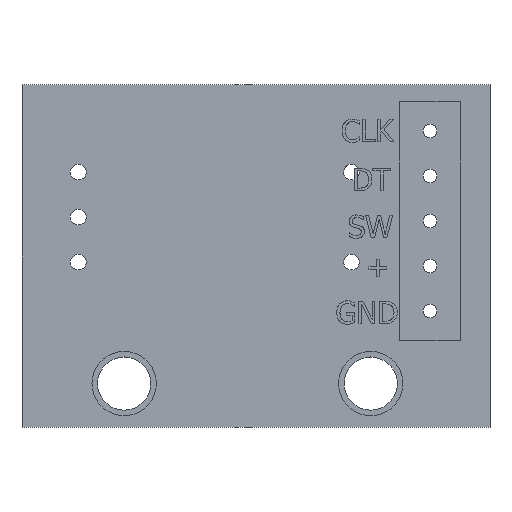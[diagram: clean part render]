
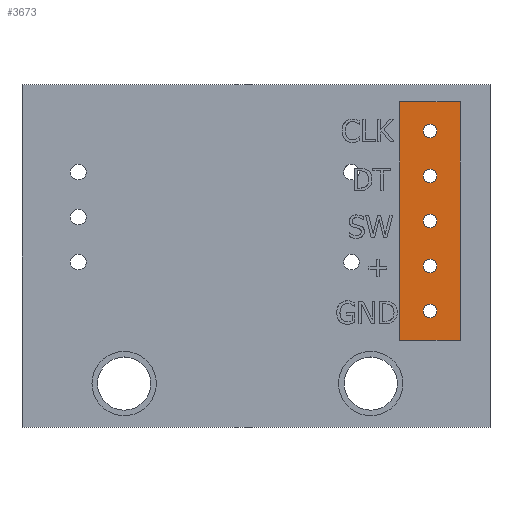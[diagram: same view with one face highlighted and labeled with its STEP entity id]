
A CAD part, top view. The second image highlights one B-rep face of the part: STEP entity #3673.
In plain terms, the highlighted planar face has unit normal (0, 0, 1).
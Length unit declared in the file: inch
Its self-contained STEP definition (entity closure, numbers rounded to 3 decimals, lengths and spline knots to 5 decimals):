
#379=FACE_BOUND($,#708,.T.);
#380=FACE_BOUND($,#709,.T.);
#381=FACE_BOUND($,#710,.T.);
#382=FACE_BOUND($,#711,.T.);
#383=FACE_BOUND($,#712,.T.);
#384=FACE_BOUND($,#713,.T.);
#708=EDGE_LOOP($,(#2797));
#709=EDGE_LOOP($,(#2798));
#710=EDGE_LOOP($,(#2799));
#711=EDGE_LOOP($,(#2800));
#712=EDGE_LOOP($,(#2801));
#713=EDGE_LOOP($,(#2802,#2803,#2804,#2805));
#884=CIRCLE($,#3857,0.015);
#885=CIRCLE($,#3858,0.015);
#886=CIRCLE($,#3859,0.015);
#887=CIRCLE($,#3860,0.015);
#888=CIRCLE($,#3861,0.015);
#1034=LINE($,#5339,#1388);
#1037=LINE($,#5345,#1391);
#1040=LINE($,#5351,#1394);
#1043=LINE($,#5355,#1397);
#1388=VECTOR($,#4207,0.53);
#1391=VECTOR($,#4212,0.135);
#1394=VECTOR($,#4217,0.53);
#1397=VECTOR($,#4222,0.135);
#1741=VERTEX_POINT($,#5336);
#1742=VERTEX_POINT($,#5338);
#1744=VERTEX_POINT($,#5344);
#1746=VERTEX_POINT($,#5350);
#1747=VERTEX_POINT($,#5357);
#1748=VERTEX_POINT($,#5359);
#1749=VERTEX_POINT($,#5361);
#1750=VERTEX_POINT($,#5363);
#1751=VERTEX_POINT($,#5365);
#2150=EDGE_CURVE($,#1742,#1741,#1034,.T.);
#2153=EDGE_CURVE($,#1744,#1742,#1037,.T.);
#2156=EDGE_CURVE($,#1746,#1744,#1040,.T.);
#2159=EDGE_CURVE($,#1741,#1746,#1043,.T.);
#2160=EDGE_CURVE($,#1747,#1747,#884,.T.);
#2161=EDGE_CURVE($,#1748,#1748,#885,.T.);
#2162=EDGE_CURVE($,#1749,#1749,#886,.T.);
#2163=EDGE_CURVE($,#1750,#1750,#887,.T.);
#2164=EDGE_CURVE($,#1751,#1751,#888,.T.);
#2797=ORIENTED_EDGE($,*,*,#2160,.T.);
#2798=ORIENTED_EDGE($,*,*,#2161,.T.);
#2799=ORIENTED_EDGE($,*,*,#2162,.T.);
#2800=ORIENTED_EDGE($,*,*,#2163,.T.);
#2801=ORIENTED_EDGE($,*,*,#2164,.T.);
#2802=ORIENTED_EDGE($,*,*,#2159,.T.);
#2803=ORIENTED_EDGE($,*,*,#2156,.T.);
#2804=ORIENTED_EDGE($,*,*,#2153,.T.);
#2805=ORIENTED_EDGE($,*,*,#2150,.T.);
#3530=PLANE($,#3856);
#3673=ADVANCED_FACE($,(#379,#380,#381,#382,#383,#384),#3530,.T.);
#3856=AXIS2_PLACEMENT_3D($,#5356,#4223,#4224);
#3857=AXIS2_PLACEMENT_3D($,#5358,#4225,#4226);
#3858=AXIS2_PLACEMENT_3D($,#5360,#4227,#4228);
#3859=AXIS2_PLACEMENT_3D($,#5362,#4229,#4230);
#3860=AXIS2_PLACEMENT_3D($,#5364,#4231,#4232);
#3861=AXIS2_PLACEMENT_3D($,#5366,#4233,#4234);
#4207=DIRECTION($,(0.,1.,0.));
#4212=DIRECTION($,(1.,0.,0.));
#4217=DIRECTION($,(0.,-1.,0.));
#4222=DIRECTION($,(-1.,0.,0.));
#4223=DIRECTION('center_axis',(0.,0.,1.));
#4224=DIRECTION('ref_axis',(1.,0.,0.));
#4225=DIRECTION('center_axis',(0.,0.,-1.));
#4226=DIRECTION('ref_axis',(-1.,0.,0.));
#4227=DIRECTION('center_axis',(0.,0.,-1.));
#4228=DIRECTION('ref_axis',(-1.,0.,0.));
#4229=DIRECTION('center_axis',(0.,0.,-1.));
#4230=DIRECTION('ref_axis',(-1.,0.,0.));
#4231=DIRECTION('center_axis',(0.,0.,-1.));
#4232=DIRECTION('ref_axis',(-1.,0.,0.));
#4233=DIRECTION('center_axis',(0.,0.,-1.));
#4234=DIRECTION('ref_axis',(-1.,0.,0.));
#5336=CARTESIAN_POINT('',(0.974,0.723,0.002));
#5338=CARTESIAN_POINT('',(0.974,0.193,0.002));
#5339=CARTESIAN_POINT($,(0.974,0.723,0.002));
#5344=CARTESIAN_POINT('',(0.839,0.193,0.002));
#5345=CARTESIAN_POINT($,(0.974,0.193,0.002));
#5350=CARTESIAN_POINT('',(0.839,0.723,0.002));
#5351=CARTESIAN_POINT($,(0.839,0.193,0.002));
#5355=CARTESIAN_POINT($,(0.839,0.723,0.002));
#5356=CARTESIAN_POINT('Origin',(0.9065,0.458,0.002));
#5357=CARTESIAN_POINT('',(0.9215,0.258,0.002));
#5358=CARTESIAN_POINT('Origin',(0.9065,0.258,0.002));
#5359=CARTESIAN_POINT('',(0.9215,0.358,0.002));
#5360=CARTESIAN_POINT('Origin',(0.9065,0.358,0.002));
#5361=CARTESIAN_POINT('',(0.9215,0.458,0.002));
#5362=CARTESIAN_POINT('Origin',(0.9065,0.458,0.002));
#5363=CARTESIAN_POINT('',(0.9215,0.558,0.002));
#5364=CARTESIAN_POINT('Origin',(0.9065,0.558,0.002));
#5365=CARTESIAN_POINT('',(0.9215,0.658,0.002));
#5366=CARTESIAN_POINT('Origin',(0.9065,0.658,0.002));
